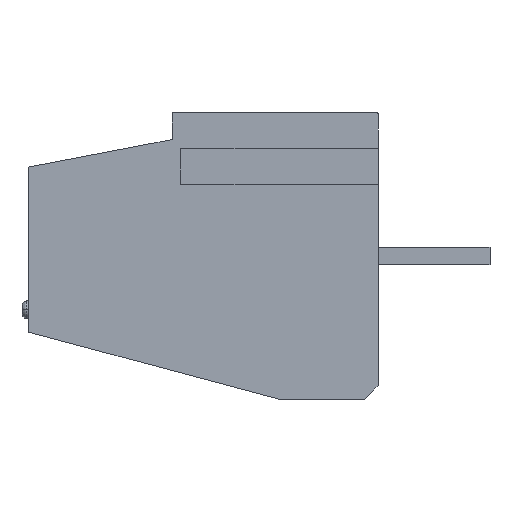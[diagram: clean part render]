
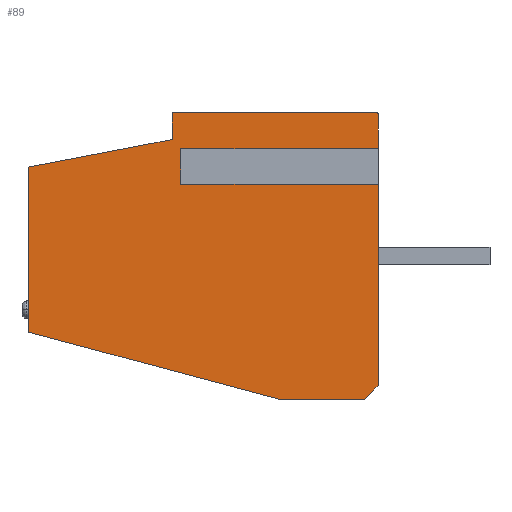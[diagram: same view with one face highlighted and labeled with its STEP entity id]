
A CAD part, left-side view. The second image highlights one B-rep face of the part: STEP entity #89.
In plain terms, the highlighted planar face has unit normal (-1, 0, 0).
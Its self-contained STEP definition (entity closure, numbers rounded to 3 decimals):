
#89=ADVANCED_FACE('',(#311),#312,.F.);
#311=FACE_OUTER_BOUND('',#713,.T.);
#312=PLANE('',#714);
#713=EDGE_LOOP('',(#1491,#1492,#1493,#1494,#1495,#1496,#1497,#1498,#1499,#1500,#1501,#1502,#1503));
#714=AXIS2_PLACEMENT_3D('',#1504,#1505,#1506);
#1491=ORIENTED_EDGE('',*,*,#2944,.F.);
#1492=ORIENTED_EDGE('',*,*,#2945,.T.);
#1493=ORIENTED_EDGE('',*,*,#2946,.F.);
#1494=ORIENTED_EDGE('',*,*,#2947,.F.);
#1495=ORIENTED_EDGE('',*,*,#2948,.T.);
#1496=ORIENTED_EDGE('',*,*,#2949,.F.);
#1497=ORIENTED_EDGE('',*,*,#2950,.F.);
#1498=ORIENTED_EDGE('',*,*,#2951,.F.);
#1499=ORIENTED_EDGE('',*,*,#2952,.T.);
#1500=ORIENTED_EDGE('',*,*,#2953,.F.);
#1501=ORIENTED_EDGE('',*,*,#2954,.T.);
#1502=ORIENTED_EDGE('',*,*,#2955,.F.);
#1503=ORIENTED_EDGE('',*,*,#2956,.F.);
#1504=CARTESIAN_POINT('',(-10.16,0.0,0.0));
#1505=DIRECTION('',(1.0,0.0,0.0));
#1506=DIRECTION('',(0.0,1.0,0.0));
#2944=EDGE_CURVE('',#3519,#3520,#3521,.T.);
#2945=EDGE_CURVE('',#3519,#3522,#3523,.T.);
#2946=EDGE_CURVE('',#3524,#3522,#3525,.T.);
#2947=EDGE_CURVE('',#3526,#3524,#3527,.T.);
#2948=EDGE_CURVE('',#3526,#3528,#3529,.T.);
#2949=EDGE_CURVE('',#3530,#3528,#3531,.T.);
#2950=EDGE_CURVE('',#3532,#3530,#3533,.T.);
#2951=EDGE_CURVE('',#3534,#3532,#3535,.T.);
#2952=EDGE_CURVE('',#3534,#3536,#3537,.T.);
#2953=EDGE_CURVE('',#3538,#3536,#3539,.T.);
#2954=EDGE_CURVE('',#3538,#3540,#3541,.T.);
#2955=EDGE_CURVE('',#3542,#3540,#3543,.T.);
#2956=EDGE_CURVE('',#3520,#3542,#3544,.T.);
#3519=VERTEX_POINT('',#4489);
#3520=VERTEX_POINT('',#4490);
#3521=LINE('',#4491,#4492);
#3522=VERTEX_POINT('',#4493);
#3523=CIRCLE('',#4494,0.025);
#3524=VERTEX_POINT('',#4495);
#3525=LINE('',#4496,#4497);
#3526=VERTEX_POINT('',#4498);
#3527=LINE('',#4499,#4500);
#3528=VERTEX_POINT('',#4501);
#3529=LINE('',#4502,#4503);
#3530=VERTEX_POINT('',#4504);
#3531=LINE('',#4505,#4506);
#3532=VERTEX_POINT('',#4507);
#3533=LINE('',#4508,#4509);
#3534=VERTEX_POINT('',#4510);
#3535=LINE('',#4511,#4512);
#3536=VERTEX_POINT('',#4513);
#3537=LINE('',#4514,#4515);
#3538=VERTEX_POINT('',#4516);
#3539=LINE('',#4517,#4518);
#3540=VERTEX_POINT('',#4519);
#3541=LINE('',#4520,#4521);
#3542=VERTEX_POINT('',#4522);
#3543=LINE('',#4523,#4524);
#3544=LINE('',#4525,#4526);
#4489=CARTESIAN_POINT('',(-10.16,0.0,8.103));
#4490=CARTESIAN_POINT('',(-10.16,0.0,7.112));
#4491=CARTESIAN_POINT('',(-10.16,0.0,8.103));
#4492=VECTOR('',#5725,0.991);
#4493=CARTESIAN_POINT('',(-10.16,0.025,8.128));
#4494=AXIS2_PLACEMENT_3D('',#5726,#5727,#5728);
#4495=CARTESIAN_POINT('',(-10.16,5.842,8.128));
#4496=CARTESIAN_POINT('',(-10.16,5.842,8.128));
#4497=VECTOR('',#5729,5.817);
#4498=CARTESIAN_POINT('',(-10.16,5.842,7.366));
#4499=CARTESIAN_POINT('',(-10.16,5.842,7.366));
#4500=VECTOR('',#5730,0.762);
#4501=CARTESIAN_POINT('',(-10.16,9.906,6.584));
#4502=CARTESIAN_POINT('',(-10.16,5.842,7.366));
#4503=VECTOR('',#5731,4.138);
#4504=CARTESIAN_POINT('',(-10.16,9.906,1.905));
#4505=CARTESIAN_POINT('',(-10.16,9.906,1.905));
#4506=VECTOR('',#5732,4.679);
#4507=CARTESIAN_POINT('',(-10.16,2.794,0.0));
#4508=CARTESIAN_POINT('',(-10.16,2.794,0.0));
#4509=VECTOR('',#5733,7.363);
#4510=CARTESIAN_POINT('',(-10.16,0.381,0.0));
#4511=CARTESIAN_POINT('',(-10.16,0.381,0.0));
#4512=VECTOR('',#5734,2.413);
#4513=CARTESIAN_POINT('',(-10.16,0.0,0.381));
#4514=CARTESIAN_POINT('',(-10.16,0.381,0.0));
#4515=VECTOR('',#5735,0.539);
#4516=CARTESIAN_POINT('',(-10.16,0.0,6.096));
#4517=CARTESIAN_POINT('',(-10.16,0.0,6.096));
#4518=VECTOR('',#5736,5.715);
#4519=CARTESIAN_POINT('',(-10.16,5.588,6.096));
#4520=CARTESIAN_POINT('',(-10.16,0.0,6.096));
#4521=VECTOR('',#5737,5.588);
#4522=CARTESIAN_POINT('',(-10.16,5.588,7.112));
#4523=CARTESIAN_POINT('',(-10.16,5.588,7.112));
#4524=VECTOR('',#5738,1.016);
#4525=CARTESIAN_POINT('',(-10.16,0.0,7.112));
#4526=VECTOR('',#5739,5.588);
#5725=DIRECTION('',(0.0,0.0,-1.0));
#5726=CARTESIAN_POINT('',(-10.16,0.025,8.103));
#5727=DIRECTION('',(-1.0,0.0,0.0));
#5728=DIRECTION('',(0.0,-1.0,0.0));
#5729=DIRECTION('',(0.0,-1.0,0.0));
#5730=DIRECTION('',(0.0,0.0,1.0));
#5731=DIRECTION('',(0.0,0.982,-0.189));
#5732=DIRECTION('',(0.0,0.0,1.0));
#5733=DIRECTION('',(0.0,0.966,0.259));
#5734=DIRECTION('',(0.0,1.0,0.0));
#5735=DIRECTION('',(0.0,-0.707,0.707));
#5736=DIRECTION('',(0.0,0.0,-1.0));
#5737=DIRECTION('',(0.0,1.0,0.0));
#5738=DIRECTION('',(0.0,0.0,-1.0));
#5739=DIRECTION('',(0.0,1.0,0.0));
